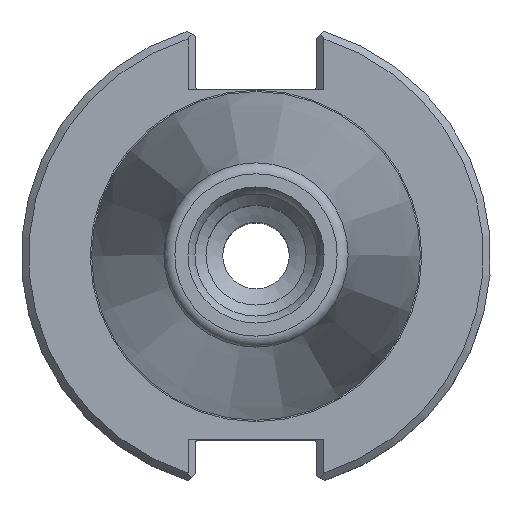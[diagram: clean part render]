
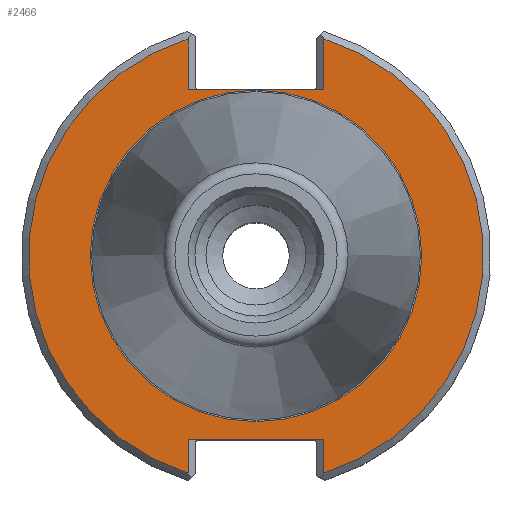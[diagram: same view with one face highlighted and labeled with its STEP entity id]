
A CAD part, top view. The second image highlights one B-rep face of the part: STEP entity #2466.
In plain terms, the highlighted planar face has unit normal (0, 0, 1).
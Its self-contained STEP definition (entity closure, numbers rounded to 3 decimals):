
#56=LINE('',#3757,#121);
#59=LINE('',#3768,#124);
#78=LINE('',#3851,#143);
#80=LINE('',#3867,#145);
#81=LINE('',#3869,#146);
#82=LINE('',#3871,#147);
#121=VECTOR('',#2995,1000.);
#124=VECTOR('',#3000,1000.);
#143=VECTOR('',#3047,1000.);
#145=VECTOR('',#3057,1000.);
#146=VECTOR('',#3058,1000.);
#147=VECTOR('',#3059,1000.);
#283=PLANE('',#2650);
#690=ORIENTED_EDGE('',*,*,#938,.T.);
#691=ORIENTED_EDGE('',*,*,#933,.T.);
#692=ORIENTED_EDGE('',*,*,#963,.F.);
#693=ORIENTED_EDGE('',*,*,#929,.T.);
#694=ORIENTED_EDGE('',*,*,#955,.T.);
#695=ORIENTED_EDGE('',*,*,#968,.T.);
#696=ORIENTED_EDGE('',*,*,#969,.F.);
#697=ORIENTED_EDGE('',*,*,#970,.T.);
#698=ORIENTED_EDGE('',*,*,#927,.F.);
#927=EDGE_CURVE('',#1120,#1120,#1227,.T.);
#929=EDGE_CURVE('',#1122,#1121,#56,.T.);
#933=EDGE_CURVE('',#1123,#1124,#59,.T.);
#938=EDGE_CURVE('',#1127,#1123,#1228,.T.);
#955=EDGE_CURVE('',#1121,#1138,#1229,.T.);
#963=EDGE_CURVE('',#1122,#1124,#78,.T.);
#968=EDGE_CURVE('',#1138,#1145,#80,.T.);
#969=EDGE_CURVE('',#1146,#1145,#81,.T.);
#970=EDGE_CURVE('',#1146,#1127,#82,.T.);
#1120=VERTEX_POINT('',#3750);
#1121=VERTEX_POINT('',#3756);
#1122=VERTEX_POINT('',#3758);
#1123=VERTEX_POINT('',#3765);
#1124=VERTEX_POINT('',#3767);
#1127=VERTEX_POINT('',#3783);
#1138=VERTEX_POINT('',#3829);
#1145=VERTEX_POINT('',#3868);
#1146=VERTEX_POINT('',#3870);
#1227=CIRCLE('',#2630,22.413);
#1228=CIRCLE('',#2635,30.75);
#1229=CIRCLE('',#2642,30.75);
#1377=EDGE_LOOP('',(#690,#691,#692,#693,#694,#695,#696,#697));
#1378=EDGE_LOOP('',(#698));
#1543=FACE_BOUND('',#1377,.T.);
#1544=FACE_BOUND('',#1378,.T.);
#2466=ADVANCED_FACE('',(#1543,#1544),#283,.T.);
#2630=AXIS2_PLACEMENT_3D('',#3749,#2991,#2992);
#2635=AXIS2_PLACEMENT_3D('',#3784,#3007,#3008);
#2642=AXIS2_PLACEMENT_3D('',#3830,#3033,#3034);
#2650=AXIS2_PLACEMENT_3D('',#3866,#3055,#3056);
#2991=DIRECTION('',(0.,0.,1.));
#2992=DIRECTION('',(1.,0.,0.));
#2995=DIRECTION('',(0.,-1.,0.));
#3000=DIRECTION('',(0.,1.,0.));
#3007=DIRECTION('',(0.,0.,1.));
#3008=DIRECTION('',(1.,0.,0.));
#3033=DIRECTION('',(0.,0.,1.));
#3034=DIRECTION('',(1.,0.,0.));
#3047=DIRECTION('',(-1.,0.,0.));
#3055=DIRECTION('',(0.,0.,1.));
#3056=DIRECTION('',(1.,0.,0.));
#3057=DIRECTION('',(0.,-1.,0.));
#3058=DIRECTION('',(1.,0.,0.));
#3059=DIRECTION('',(0.,1.,0.));
#3749=CARTESIAN_POINT('',(0.,0.,-3.17));
#3750=CARTESIAN_POINT('',(22.413,0.,-3.17));
#3756=CARTESIAN_POINT('',(9.19,-29.345,-3.17));
#3757=CARTESIAN_POINT('',(9.19,-30.831,-3.17));
#3758=CARTESIAN_POINT('',(9.19,-24.87,-3.17));
#3765=CARTESIAN_POINT('',(-9.19,-29.345,-3.17));
#3767=CARTESIAN_POINT('',(-9.19,-24.87,-3.17));
#3768=CARTESIAN_POINT('',(-9.19,-24.87,-3.17));
#3783=CARTESIAN_POINT('',(-9.19,29.345,-3.17));
#3784=CARTESIAN_POINT('',(0.,0.,-3.17));
#3829=CARTESIAN_POINT('',(9.19,29.345,-3.17));
#3830=CARTESIAN_POINT('',(0.,0.,-3.17));
#3851=CARTESIAN_POINT('',(8.19,-24.87,-3.17));
#3866=CARTESIAN_POINT('',(22.413,0.,-3.17));
#3867=CARTESIAN_POINT('',(9.19,22.46,-3.17));
#3868=CARTESIAN_POINT('',(9.19,22.46,-3.17));
#3869=CARTESIAN_POINT('',(-8.19,22.46,-3.17));
#3870=CARTESIAN_POINT('',(-9.19,22.46,-3.17));
#3871=CARTESIAN_POINT('',(-9.19,30.831,-3.17));
